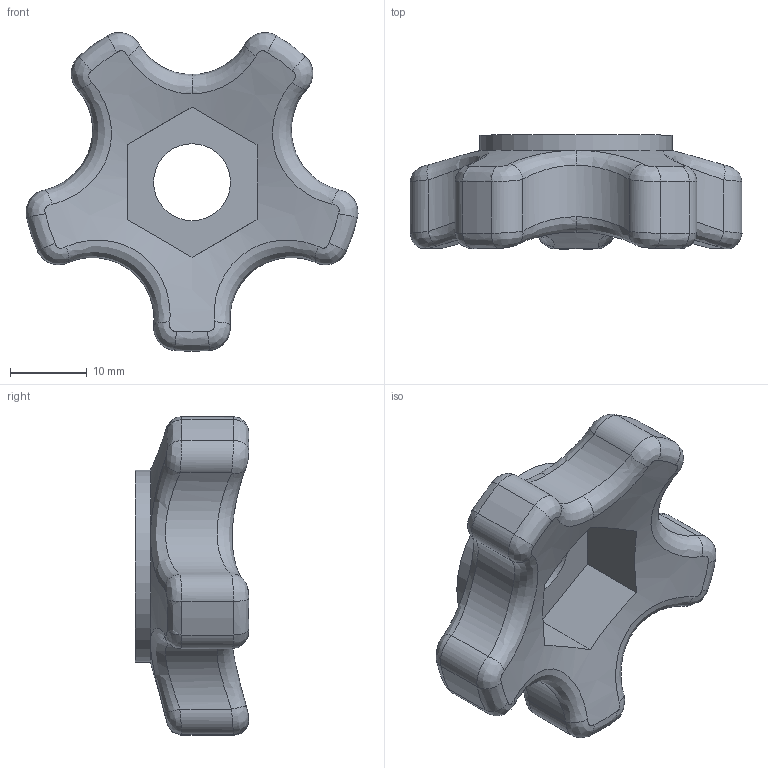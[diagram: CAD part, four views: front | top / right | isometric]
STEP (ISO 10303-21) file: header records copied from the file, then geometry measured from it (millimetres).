
FILE_DESCRIPTION(('FreeCAD Model'),'2;1');
FILE_NAME('Open CASCADE Shape Model','2022-05-02T23:03:32',(''),(''), 'Open CASCADE STEP processor 7.5','FreeCAD','Unknown');
FILE_SCHEMA(('AUTOMOTIVE_DESIGN { 1 0 10303 214 1 1 1 1 }'));
Length unit declared in the file: millimetre
Products named in the file (1): Spool_Knob
Bounding box: 43.17 x 14.79 x 41.45 mm (x, y, z)
Volume: 9144.7 mm3; surface area: 4101.9 mm2
Topology: 1 solids, 1 shells, 74 faces, 172 edges, 100 vertices
Faces by surface type: bspline 42, cylinder 22, plane 8, cone 2
Full cylindrical faces by diameter (mm): 10 x1, 25 x1
Entity records: 8882 total; most frequent: CARTESIAN_POINT 7735, ORIENTED_EDGE 344, EDGE_CURVE 172, DIRECTION 122, VERTEX_POINT 100, FACE_BOUND 76, EDGE_LOOP 76, ADVANCED_FACE 74
